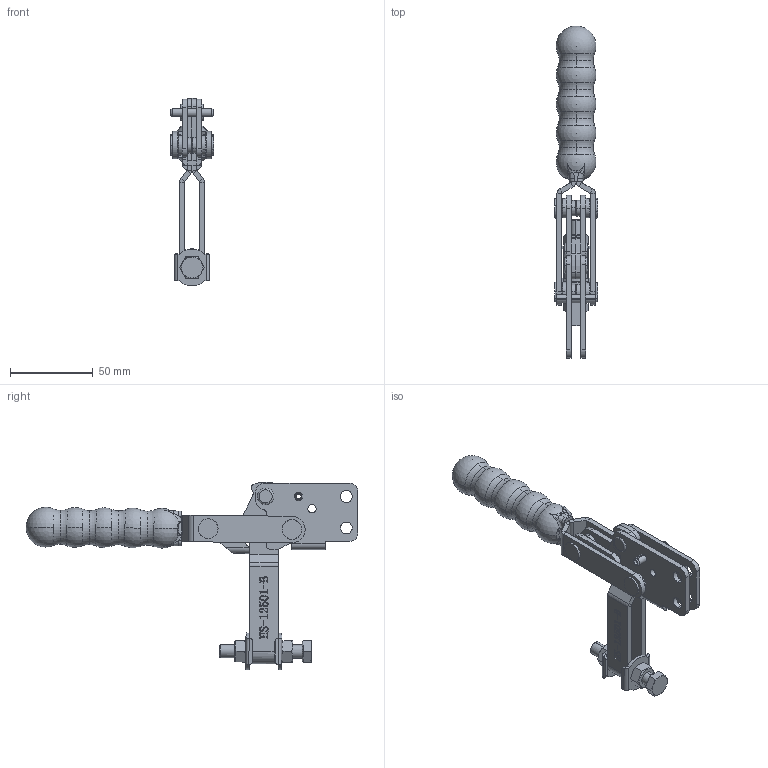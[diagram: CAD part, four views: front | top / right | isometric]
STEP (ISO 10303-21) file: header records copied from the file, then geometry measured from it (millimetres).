
FILE_DESCRIPTION (( 'STEP AP203' ), '1' );
FILE_NAME ('HS-12501-B .STEP', '2020-09-04T05:56:49', ( '微软用户' ), ( '微软中国' ), 'SwSTEP 2.0', 'SolidWorks 2012', '' );
FILE_SCHEMA (( 'CONFIG_CONTROL_DESIGN' ));
Length unit declared in the file: millimetre
Products named in the file (14): HS-12501-B ; hex nuts, style 1-grades ab gb_GB_FASTENER_NUT_SNAB1 M8-N; FW-516; thin head rivets gb_GB_CONNECTING_PIECE_RIVET_THR 6X12; spring pin slotted heavy duty1 gb_GB_PARALLEL_PINS_TYPE6 5X26; 1#忒參杶; 12502B怢論杶; 12502B蟀裝; 1250B忒參; hexagon head bolts-full thread gb_GB_FASTENER_BOLT_STBAB A M8X50-C; 揤參; 忒參; 傻种; 眻菁釱
Assembly tree (23 placements, depth 2):
  HS-12501-B 
    眻菁釱
    傻种  x2
    忒參
    揤參
    hexagon head bolts-full thread gb_GB_FASTENER_BOLT_STBAB A M8X50-C
    1250B忒參  x2
    12502B蟀裝
    12502B怢論杶  x4
    1#忒參杶
    spring pin slotted heavy duty1 gb_GB_PARALLEL_PINS_TYPE6 5X26
    thin head rivets gb_GB_CONNECTING_PIECE_RIVET_THR 6X12  x4
    FW-516  x2
    hex nuts, style 1-grades ab gb_GB_FASTENER_NUT_SNAB1 M8-N  x2
Bounding box: 26.03 x 200.37 x 113.25 mm (x, y, z)
Volume: 90187.4 mm3; surface area: 59880.1 mm2
Topology: 24 solids, 24 shells, 968 faces, 2491 edges, 1583 vertices
Faces by surface type: plane 460, cylinder 207, bspline 162, cone 64, torus 47, sphere 28
Entity records: 33932 total; most frequent: CARTESIAN_POINT 13323, ORIENTED_EDGE 4134, DIRECTION 3522, EDGE_CURVE 2067, VERTEX_POINT 1328, VECTOR 1212, LINE 1212, AXIS2_PLACEMENT_3D 1155
